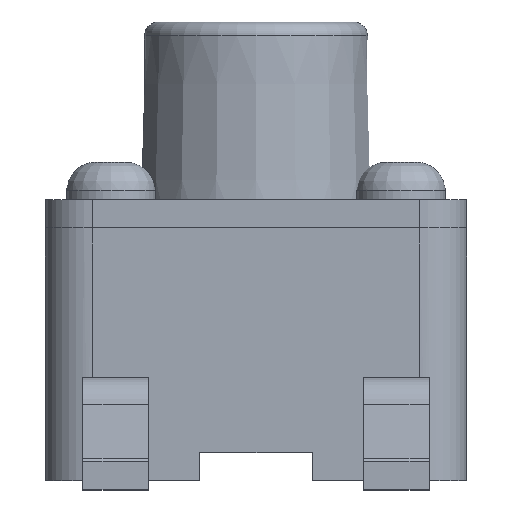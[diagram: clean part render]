
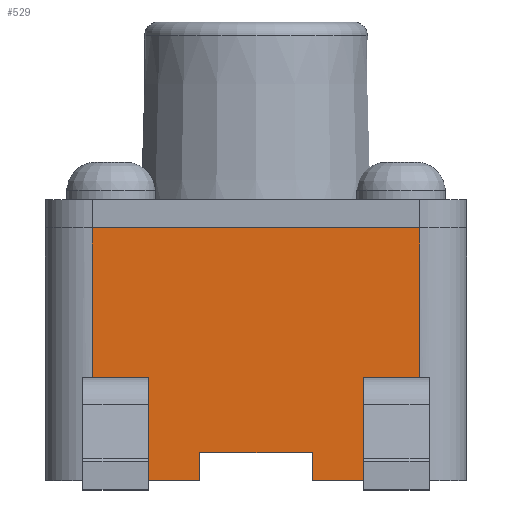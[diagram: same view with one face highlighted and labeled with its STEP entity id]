
A CAD part, left-side view. The second image highlights one B-rep face of the part: STEP entity #529.
In plain terms, the highlighted planar face has unit normal (-1, 0, 0).
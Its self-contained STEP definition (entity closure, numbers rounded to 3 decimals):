
#220 = VERTEX_POINT('',#221);
#221 = CARTESIAN_POINT('',(-2.25,-1.75,2.8));
#229 = VERTEX_POINT('',#230);
#230 = CARTESIAN_POINT('',(-2.25,1.75,2.8));
#236 = EDGE_CURVE('',#220,#229,#237,.T.);
#237 = LINE('',#238,#239);
#238 = CARTESIAN_POINT('',(-2.25,-1.75,2.8));
#239 = VECTOR('',#240,1.);
#240 = DIRECTION('',(0.,1.,0.));
#529 = ADVANCED_FACE('',(#530),#651,.T.);
#530 = FACE_BOUND('',#531,.T.);
#531 = EDGE_LOOP('',(#532,#542,#550,#558,#566,#574,#580,#581,#589,#597,
    #605,#613,#621,#629,#637,#645));
#532 = ORIENTED_EDGE('',*,*,#533,.F.);
#533 = EDGE_CURVE('',#534,#536,#538,.T.);
#534 = VERTEX_POINT('',#535);
#535 = CARTESIAN_POINT('',(-2.25,-1.75,0.1));
#536 = VERTEX_POINT('',#537);
#537 = CARTESIAN_POINT('',(-2.25,-0.6,0.1));
#538 = LINE('',#539,#540);
#539 = CARTESIAN_POINT('',(-2.25,-1.75,0.1));
#540 = VECTOR('',#541,1.);
#541 = DIRECTION('',(0.,1.,0.));
#542 = ORIENTED_EDGE('',*,*,#543,.T.);
#543 = EDGE_CURVE('',#534,#544,#546,.T.);
#544 = VERTEX_POINT('',#545);
#545 = CARTESIAN_POINT('',(-2.25,-1.75,0.9));
#546 = LINE('',#547,#548);
#547 = CARTESIAN_POINT('',(-2.25,-1.75,0.1));
#548 = VECTOR('',#549,1.);
#549 = DIRECTION('',(0.,0.,1.));
#550 = ORIENTED_EDGE('',*,*,#551,.T.);
#551 = EDGE_CURVE('',#544,#552,#554,.T.);
#552 = VERTEX_POINT('',#553);
#553 = CARTESIAN_POINT('',(-2.25,-1.15,0.9));
#554 = LINE('',#555,#556);
#555 = CARTESIAN_POINT('',(-2.25,-1.45,0.9));
#556 = VECTOR('',#557,1.);
#557 = DIRECTION('',(0.,1.,0.));
#558 = ORIENTED_EDGE('',*,*,#559,.T.);
#559 = EDGE_CURVE('',#552,#560,#562,.T.);
#560 = VERTEX_POINT('',#561);
#561 = CARTESIAN_POINT('',(-2.25,-1.15,1.2));
#562 = LINE('',#563,#564);
#563 = CARTESIAN_POINT('',(-2.25,-1.15,0.3));
#564 = VECTOR('',#565,1.);
#565 = DIRECTION('',(0.,0.,1.));
#566 = ORIENTED_EDGE('',*,*,#567,.T.);
#567 = EDGE_CURVE('',#560,#568,#570,.T.);
#568 = VERTEX_POINT('',#569);
#569 = CARTESIAN_POINT('',(-2.25,-1.75,1.2));
#570 = LINE('',#571,#572);
#571 = CARTESIAN_POINT('',(-2.25,-1.45,1.2));
#572 = VECTOR('',#573,1.);
#573 = DIRECTION('',(0.,-1.,0.));
#574 = ORIENTED_EDGE('',*,*,#575,.T.);
#575 = EDGE_CURVE('',#568,#220,#576,.T.);
#576 = LINE('',#577,#578);
#577 = CARTESIAN_POINT('',(-2.25,-1.75,0.1));
#578 = VECTOR('',#579,1.);
#579 = DIRECTION('',(0.,0.,1.));
#580 = ORIENTED_EDGE('',*,*,#236,.T.);
#581 = ORIENTED_EDGE('',*,*,#582,.F.);
#582 = EDGE_CURVE('',#583,#229,#585,.T.);
#583 = VERTEX_POINT('',#584);
#584 = CARTESIAN_POINT('',(-2.25,1.75,1.2));
#585 = LINE('',#586,#587);
#586 = CARTESIAN_POINT('',(-2.25,1.75,0.1));
#587 = VECTOR('',#588,1.);
#588 = DIRECTION('',(0.,0.,1.));
#589 = ORIENTED_EDGE('',*,*,#590,.F.);
#590 = EDGE_CURVE('',#591,#583,#593,.T.);
#591 = VERTEX_POINT('',#592);
#592 = CARTESIAN_POINT('',(-2.25,1.15,1.2));
#593 = LINE('',#594,#595);
#594 = CARTESIAN_POINT('',(-2.25,1.45,1.2));
#595 = VECTOR('',#596,1.);
#596 = DIRECTION('',(0.,1.,0.));
#597 = ORIENTED_EDGE('',*,*,#598,.F.);
#598 = EDGE_CURVE('',#599,#591,#601,.T.);
#599 = VERTEX_POINT('',#600);
#600 = CARTESIAN_POINT('',(-2.25,1.15,0.9));
#601 = LINE('',#602,#603);
#602 = CARTESIAN_POINT('',(-2.25,1.15,0.3));
#603 = VECTOR('',#604,1.);
#604 = DIRECTION('',(0.,0.,1.));
#605 = ORIENTED_EDGE('',*,*,#606,.F.);
#606 = EDGE_CURVE('',#607,#599,#609,.T.);
#607 = VERTEX_POINT('',#608);
#608 = CARTESIAN_POINT('',(-2.25,1.75,0.9));
#609 = LINE('',#610,#611);
#610 = CARTESIAN_POINT('',(-2.25,1.45,0.9));
#611 = VECTOR('',#612,1.);
#612 = DIRECTION('',(0.,-1.,0.));
#613 = ORIENTED_EDGE('',*,*,#614,.F.);
#614 = EDGE_CURVE('',#615,#607,#617,.T.);
#615 = VERTEX_POINT('',#616);
#616 = CARTESIAN_POINT('',(-2.25,1.75,0.1));
#617 = LINE('',#618,#619);
#618 = CARTESIAN_POINT('',(-2.25,1.75,0.1));
#619 = VECTOR('',#620,1.);
#620 = DIRECTION('',(0.,0.,1.));
#621 = ORIENTED_EDGE('',*,*,#622,.F.);
#622 = EDGE_CURVE('',#623,#615,#625,.T.);
#623 = VERTEX_POINT('',#624);
#624 = CARTESIAN_POINT('',(-2.25,0.6,0.1));
#625 = LINE('',#626,#627);
#626 = CARTESIAN_POINT('',(-2.25,-1.75,0.1));
#627 = VECTOR('',#628,1.);
#628 = DIRECTION('',(0.,1.,0.));
#629 = ORIENTED_EDGE('',*,*,#630,.T.);
#630 = EDGE_CURVE('',#623,#631,#633,.T.);
#631 = VERTEX_POINT('',#632);
#632 = CARTESIAN_POINT('',(-2.25,0.6,0.4));
#633 = LINE('',#634,#635);
#634 = CARTESIAN_POINT('',(-2.25,0.6,0.1));
#635 = VECTOR('',#636,1.);
#636 = DIRECTION('',(0.,0.,1.));
#637 = ORIENTED_EDGE('',*,*,#638,.T.);
#638 = EDGE_CURVE('',#631,#639,#641,.T.);
#639 = VERTEX_POINT('',#640);
#640 = CARTESIAN_POINT('',(-2.25,-0.6,0.4));
#641 = LINE('',#642,#643);
#642 = CARTESIAN_POINT('',(-2.25,0.6,0.4));
#643 = VECTOR('',#644,1.);
#644 = DIRECTION('',(0.,-1.,0.));
#645 = ORIENTED_EDGE('',*,*,#646,.F.);
#646 = EDGE_CURVE('',#536,#639,#647,.T.);
#647 = LINE('',#648,#649);
#648 = CARTESIAN_POINT('',(-2.25,-0.6,0.1));
#649 = VECTOR('',#650,1.);
#650 = DIRECTION('',(0.,0.,1.));
#651 = PLANE('',#652);
#652 = AXIS2_PLACEMENT_3D('',#653,#654,#655);
#653 = CARTESIAN_POINT('',(-2.25,-1.75,0.1));
#654 = DIRECTION('',(-1.,0.,0.));
#655 = DIRECTION('',(0.,1.,0.));
